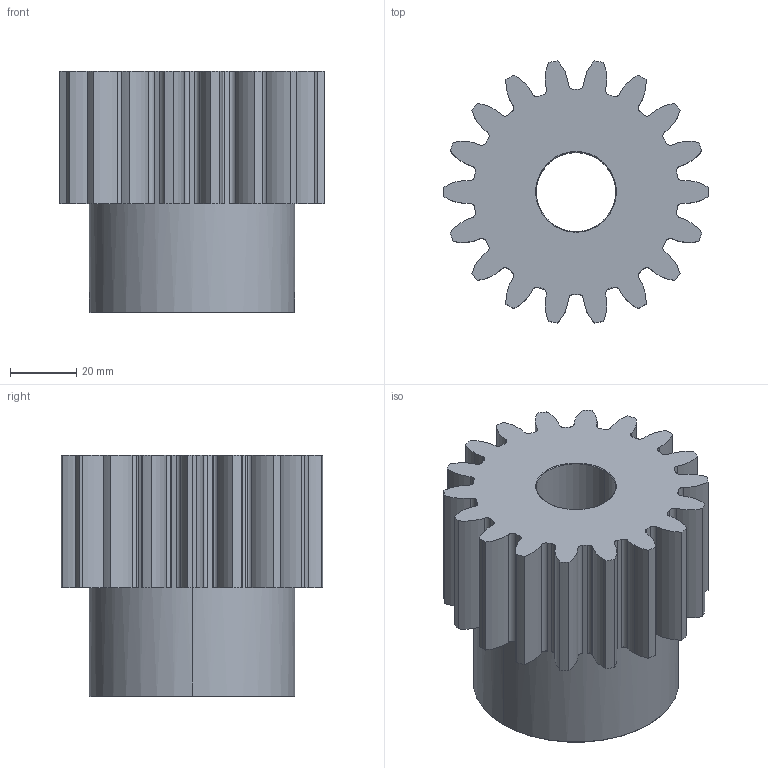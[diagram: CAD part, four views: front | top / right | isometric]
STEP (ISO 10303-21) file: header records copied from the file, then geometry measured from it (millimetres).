
FILE_DESCRIPTION(('STEP AP214'),'1');
FILE_NAME('117-040-018.stp','2017-06-07T16:34:24',('TraceParts'),('TraceParts S.A.'),'Spatial InterOp 3D',' ',' ');
FILE_SCHEMA(('automotive_design'));
Length unit declared in the file: millimetre
Products named in the file (1): 117-040-018
Bounding box: 80 x 79.21 x 73 mm (x, y, z)
Volume: 226080.6 mm3; surface area: 36902.2 mm2
Topology: 1 solids, 1 shells, 146 faces, 426 edges, 282 vertices
Faces by surface type: cylinder 120, plane 20, cone 6
Entity records: 6201 total; most frequent: DIRECTION 1002, CARTESIAN_POINT 855, ORIENTED_EDGE 852, AXIS2_PLACEMENT_3D 429, EDGE_CURVE 426, VERTEX_POINT 282, CIRCLE 282, EDGE_LOOP 148
